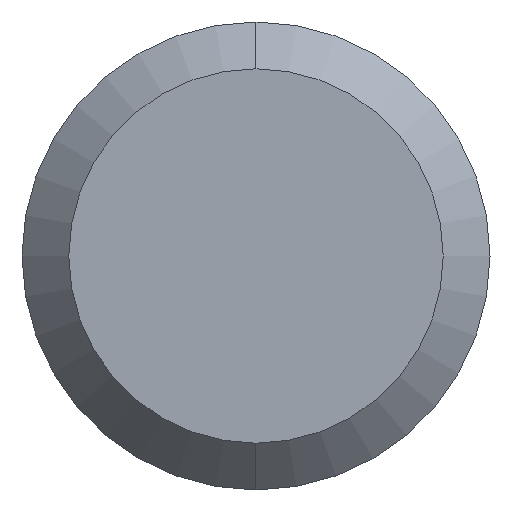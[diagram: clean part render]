
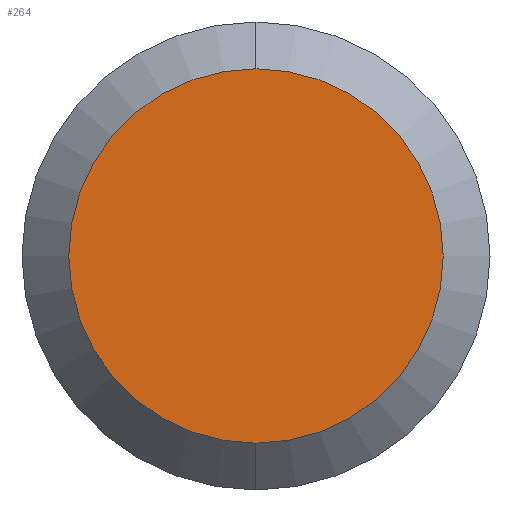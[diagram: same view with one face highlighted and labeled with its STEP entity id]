
A CAD part, left-side view. The second image highlights one B-rep face of the part: STEP entity #264.
In plain terms, the highlighted planar face has unit normal (-1, 0, 0).
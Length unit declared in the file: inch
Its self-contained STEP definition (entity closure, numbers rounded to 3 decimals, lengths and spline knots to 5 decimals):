
#36 = CARTESIAN_POINT ( 'NONE',  ( -1.5, 0., 0. ) ) ;
#40 = VERTEX_POINT ( 'NONE', #69 ) ;
#50 = CARTESIAN_POINT ( 'NONE',  ( -1.5, 0., 0.1 ) ) ;
#60 = CIRCLE ( 'NONE', #225, 0.1 ) ;
#69 = CARTESIAN_POINT ( 'NONE',  ( -1.5, 0., -0.1 ) ) ;
#74 = DIRECTION ( 'NONE',  ( 0., 0., -1. ) ) ;
#81 = EDGE_CURVE ( 'NONE', #40, #276, #95, .T. ) ;
#95 = CIRCLE ( 'NONE', #201, 0.1 ) ;
#98 = DIRECTION ( 'NONE',  ( 0., 0., -1. ) ) ;
#101 = DIRECTION ( 'NONE',  ( 0., 0., -1. ) ) ;
#114 = CARTESIAN_POINT ( 'NONE',  ( -1.5, 0., 0. ) ) ;
#116 = DIRECTION ( 'NONE',  ( 1., 0., 0. ) ) ;
#124 = EDGE_LOOP ( 'NONE', ( #256, #154 ) ) ;
#154 = ORIENTED_EDGE ( 'NONE', *, *, #270, .T. ) ;
#181 = AXIS2_PLACEMENT_3D ( 'NONE', #248, #116, #98 ) ;
#201 = AXIS2_PLACEMENT_3D ( 'NONE', #114, #215, #74 ) ;
#215 = DIRECTION ( 'NONE',  ( -1., 0., 0. ) ) ;
#225 = AXIS2_PLACEMENT_3D ( 'NONE', #36, #275, #101 ) ;
#229 = PLANE ( 'NONE',  #181 ) ;
#244 = FACE_OUTER_BOUND ( 'NONE', #124, .T. ) ;
#248 = CARTESIAN_POINT ( 'NONE',  ( -1.5, 0., 0. ) ) ;
#256 = ORIENTED_EDGE ( 'NONE', *, *, #81, .T. ) ;
#264 = ADVANCED_FACE ( 'NONE', ( #244 ), #229, .F. ) ;
#270 = EDGE_CURVE ( 'NONE', #276, #40, #60, .T. ) ;
#275 = DIRECTION ( 'NONE',  ( -1., 0., 0. ) ) ;
#276 = VERTEX_POINT ( 'NONE', #50 ) ;
